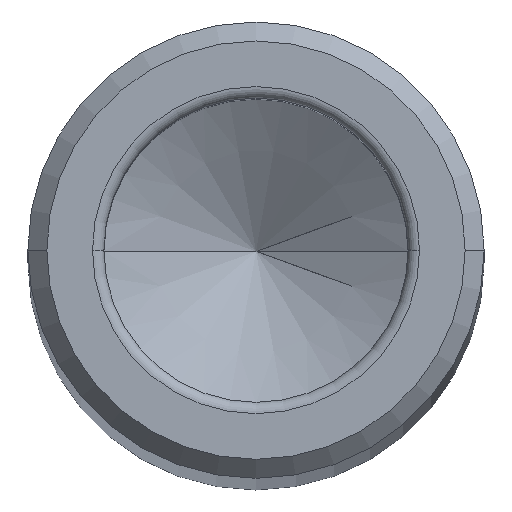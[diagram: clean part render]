
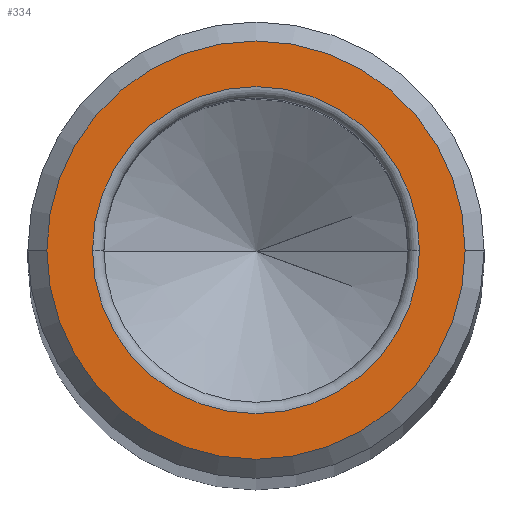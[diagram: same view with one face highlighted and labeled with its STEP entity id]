
A CAD part, top view. The second image highlights one B-rep face of the part: STEP entity #334.
In plain terms, the highlighted planar face has unit normal (0, 0, 1).
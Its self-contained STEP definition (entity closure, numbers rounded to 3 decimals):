
#11 = AXIS2_PLACEMENT_3D ( 'NONE', #248, #84, #522 ) ;
#36 = CIRCLE ( 'NONE', #125, 5.5 ) ;
#45 = CIRCLE ( 'NONE', #610, 5.5 ) ;
#55 = ORIENTED_EDGE ( 'NONE', *, *, #337, .T. ) ;
#62 = ORIENTED_EDGE ( 'NONE', *, *, #502, .T. ) ;
#84 = DIRECTION ( 'NONE',  ( 0., 0., 1. ) ) ;
#106 = DIRECTION ( 'NONE',  ( 0., 0., 1. ) ) ;
#107 = EDGE_CURVE ( 'NONE', #544, #520, #166, .T. ) ;
#122 = EDGE_LOOP ( 'NONE', ( #55, #568 ) ) ;
#125 = AXIS2_PLACEMENT_3D ( 'NONE', #311, #106, #401 ) ;
#152 = CARTESIAN_POINT ( 'NONE',  ( 0., 0., 0. ) ) ;
#166 = CIRCLE ( 'NONE', #322, 4.3 ) ;
#170 = CARTESIAN_POINT ( 'NONE',  ( 4.3, 0., 0. ) ) ;
#190 = PLANE ( 'NONE',  #11 ) ;
#222 = VERTEX_POINT ( 'NONE', #515 ) ;
#248 = CARTESIAN_POINT ( 'NONE',  ( 0., 0., 0. ) ) ;
#252 = CARTESIAN_POINT ( 'NONE',  ( -4.3, 0., 0. ) ) ;
#290 = DIRECTION ( 'NONE',  ( 1., 0., 0. ) ) ;
#311 = CARTESIAN_POINT ( 'NONE',  ( 0., 0., 0. ) ) ;
#322 = AXIS2_PLACEMENT_3D ( 'NONE', #554, #556, #327 ) ;
#324 = EDGE_LOOP ( 'NONE', ( #62, #395 ) ) ;
#327 = DIRECTION ( 'NONE',  ( 1., 0., 0. ) ) ;
#334 = ADVANCED_FACE ( 'NONE', ( #434, #446 ), #190, .T. ) ;
#337 = EDGE_CURVE ( 'NONE', #520, #544, #524, .T. ) ;
#351 = DIRECTION ( 'NONE',  ( 0., 0., -1. ) ) ;
#362 = DIRECTION ( 'NONE',  ( 1., 0., 0. ) ) ;
#395 = ORIENTED_EDGE ( 'NONE', *, *, #438, .T. ) ;
#401 = DIRECTION ( 'NONE',  ( 1., 0., 0. ) ) ;
#434 = FACE_BOUND ( 'NONE', #122, .T. ) ;
#438 = EDGE_CURVE ( 'NONE', #222, #475, #36, .T. ) ;
#446 = FACE_OUTER_BOUND ( 'NONE', #324, .T. ) ;
#448 = CARTESIAN_POINT ( 'NONE',  ( -5.5, 0., 0. ) ) ;
#460 = CARTESIAN_POINT ( 'NONE',  ( 0., 0., 0. ) ) ;
#475 = VERTEX_POINT ( 'NONE', #448 ) ;
#479 = AXIS2_PLACEMENT_3D ( 'NONE', #152, #351, #290 ) ;
#502 = EDGE_CURVE ( 'NONE', #475, #222, #45, .T. ) ;
#515 = CARTESIAN_POINT ( 'NONE',  ( 5.5, 0., 0. ) ) ;
#520 = VERTEX_POINT ( 'NONE', #170 ) ;
#522 = DIRECTION ( 'NONE',  ( 1., 0., 0. ) ) ;
#524 = CIRCLE ( 'NONE', #479, 4.3 ) ;
#544 = VERTEX_POINT ( 'NONE', #252 ) ;
#554 = CARTESIAN_POINT ( 'NONE',  ( 0., 0., 0. ) ) ;
#556 = DIRECTION ( 'NONE',  ( 0., 0., -1. ) ) ;
#568 = ORIENTED_EDGE ( 'NONE', *, *, #107, .T. ) ;
#598 = DIRECTION ( 'NONE',  ( 0., 0., 1. ) ) ;
#610 = AXIS2_PLACEMENT_3D ( 'NONE', #460, #598, #362 ) ;
